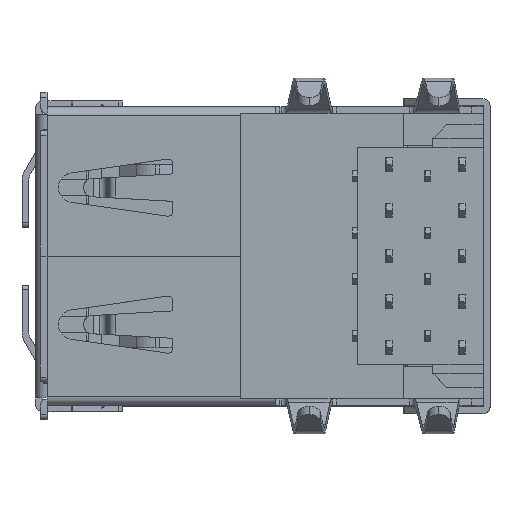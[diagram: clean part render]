
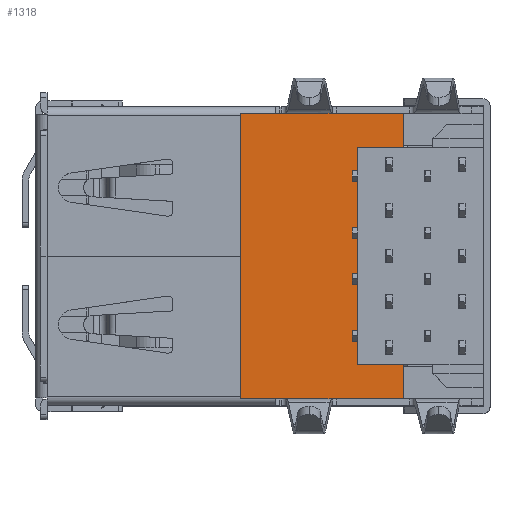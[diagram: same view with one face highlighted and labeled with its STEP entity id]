
A CAD part, top view. The second image highlights one B-rep face of the part: STEP entity #1318.
In plain terms, the highlighted planar face has unit normal (0, 0, 1).
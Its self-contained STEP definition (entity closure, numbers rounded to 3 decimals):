
#1318=ADVANCED_FACE('',(#3504),#3505,.F.);
#3504=FACE_OUTER_BOUND('',#7687,.T.);
#3505=PLANE('',#7688);
#7687=EDGE_LOOP('',(#13328,#13329,#13330,#13331,#13332,#13333,#13334,#13335,#13336,#13337,#13338,#13339,#13340,#13341,#13342,#13343,#13344,#13345,#13346,#13347,#13348,#13349,#13350,#13351));
#7688=AXIS2_PLACEMENT_3D('',#13352,#13353,#13354);
#13328=ORIENTED_EDGE('',*,*,#30206,.T.);
#13329=ORIENTED_EDGE('',*,*,#30207,.F.);
#13330=ORIENTED_EDGE('',*,*,#30208,.F.);
#13331=ORIENTED_EDGE('',*,*,#30209,.T.);
#13332=ORIENTED_EDGE('',*,*,#30210,.T.);
#13333=ORIENTED_EDGE('',*,*,#30211,.F.);
#13334=ORIENTED_EDGE('',*,*,#30212,.F.);
#13335=ORIENTED_EDGE('',*,*,#30213,.T.);
#13336=ORIENTED_EDGE('',*,*,#30214,.T.);
#13337=ORIENTED_EDGE('',*,*,#30215,.F.);
#13338=ORIENTED_EDGE('',*,*,#30216,.F.);
#13339=ORIENTED_EDGE('',*,*,#30217,.T.);
#13340=ORIENTED_EDGE('',*,*,#30218,.F.);
#13341=ORIENTED_EDGE('',*,*,#30219,.F.);
#13342=ORIENTED_EDGE('',*,*,#30220,.F.);
#13343=ORIENTED_EDGE('',*,*,#30221,.T.);
#13344=ORIENTED_EDGE('',*,*,#30222,.T.);
#13345=ORIENTED_EDGE('',*,*,#30223,.F.);
#13346=ORIENTED_EDGE('',*,*,#30224,.F.);
#13347=ORIENTED_EDGE('',*,*,#30225,.T.);
#13348=ORIENTED_EDGE('',*,*,#30226,.T.);
#13349=ORIENTED_EDGE('',*,*,#30227,.F.);
#13350=ORIENTED_EDGE('',*,*,#30228,.F.);
#13351=ORIENTED_EDGE('',*,*,#30229,.T.);
#13352=CARTESIAN_POINT('',(-1.75,-6.25,8.2));
#13353=DIRECTION('',(0.,0.0,-1.0));
#13354=DIRECTION('',(0.0,-1.0,0.0));
#30206=EDGE_CURVE('',#36292,#36293,#36294,.T.);
#30207=EDGE_CURVE('',#36295,#36293,#36296,.T.);
#30208=EDGE_CURVE('',#36297,#36295,#36298,.T.);
#30209=EDGE_CURVE('',#36297,#36299,#36300,.T.);
#30210=EDGE_CURVE('',#36299,#36301,#36302,.T.);
#30211=EDGE_CURVE('',#36303,#36301,#36304,.T.);
#30212=EDGE_CURVE('',#36305,#36303,#36306,.T.);
#30213=EDGE_CURVE('',#36305,#36307,#36308,.T.);
#30214=EDGE_CURVE('',#36307,#36309,#36310,.T.);
#30215=EDGE_CURVE('',#36311,#36309,#36312,.T.);
#30216=EDGE_CURVE('',#36313,#36311,#36314,.T.);
#30217=EDGE_CURVE('',#36313,#36315,#36316,.T.);
#30218=EDGE_CURVE('',#36317,#36315,#36318,.T.);
#30219=EDGE_CURVE('',#36319,#36317,#36320,.T.);
#30220=EDGE_CURVE('',#36321,#36319,#36322,.T.);
#30221=EDGE_CURVE('',#36321,#36323,#36324,.T.);
#30222=EDGE_CURVE('',#36323,#36325,#36326,.T.);
#30223=EDGE_CURVE('',#36327,#36325,#36328,.T.);
#30224=EDGE_CURVE('',#36329,#36327,#36330,.T.);
#30225=EDGE_CURVE('',#36329,#36331,#36332,.T.);
#30226=EDGE_CURVE('',#36331,#36333,#36334,.T.);
#30227=EDGE_CURVE('',#36335,#36333,#36336,.T.);
#30228=EDGE_CURVE('',#36337,#36335,#36338,.T.);
#30229=EDGE_CURVE('',#36337,#36292,#36339,.T.);
#36292=VERTEX_POINT('',#46328);
#36293=VERTEX_POINT('',#46329);
#36294=LINE('',#46330,#46331);
#36295=VERTEX_POINT('',#46332);
#36296=LINE('',#46333,#46334);
#36297=VERTEX_POINT('',#46335);
#36298=LINE('',#46336,#46337);
#36299=VERTEX_POINT('',#46338);
#36300=LINE('',#46339,#46340);
#36301=VERTEX_POINT('',#46341);
#36302=LINE('',#46342,#46343);
#36303=VERTEX_POINT('',#46344);
#36304=LINE('',#46345,#46346);
#36305=VERTEX_POINT('',#46347);
#36306=LINE('',#46348,#46349);
#36307=VERTEX_POINT('',#46350);
#36308=LINE('',#46351,#46352);
#36309=VERTEX_POINT('',#46353);
#36310=LINE('',#46354,#46355);
#36311=VERTEX_POINT('',#46356);
#36312=LINE('',#46357,#46358);
#36313=VERTEX_POINT('',#46359);
#36314=LINE('',#46360,#46361);
#36315=VERTEX_POINT('',#46362);
#36316=LINE('',#46363,#46364);
#36317=VERTEX_POINT('',#46365);
#36318=LINE('',#46366,#46367);
#36319=VERTEX_POINT('',#46368);
#36320=LINE('',#46369,#46370);
#36321=VERTEX_POINT('',#46371);
#36322=LINE('',#46372,#46373);
#36323=VERTEX_POINT('',#46374);
#36324=LINE('',#46375,#46376);
#36325=VERTEX_POINT('',#46377);
#36326=LINE('',#46378,#46379);
#36327=VERTEX_POINT('',#46380);
#36328=LINE('',#46381,#46382);
#36329=VERTEX_POINT('',#46383);
#36330=LINE('',#46384,#46385);
#36331=VERTEX_POINT('',#46386);
#36332=LINE('',#46387,#46388);
#36333=VERTEX_POINT('',#46389);
#36334=LINE('',#46390,#46391);
#36335=VERTEX_POINT('',#46392);
#36336=LINE('',#46393,#46394);
#36337=VERTEX_POINT('',#46395);
#36338=LINE('',#46396,#46397);
#36339=LINE('',#46398,#46399);
#46328=CARTESIAN_POINT('',(-3.99,1.25,8.2));
#46329=CARTESIAN_POINT('',(-3.74,1.25,8.2));
#46330=CARTESIAN_POINT('',(-3.99,1.25,8.2));
#46331=VECTOR('',#59968,1000.0);
#46332=CARTESIAN_POINT('',(-3.74,3.25,8.2));
#46333=CARTESIAN_POINT('',(-3.74,4.75,8.2));
#46334=VECTOR('',#59969,1000.0);
#46335=CARTESIAN_POINT('',(-3.99,3.25,8.2));
#46336=CARTESIAN_POINT('',(-3.99,3.25,8.2));
#46337=VECTOR('',#59970,1000.0);
#46338=CARTESIAN_POINT('',(-3.99,3.75,8.2));
#46339=CARTESIAN_POINT('',(-3.99,3.25,8.2));
#46340=VECTOR('',#59971,1000.0);
#46341=CARTESIAN_POINT('',(-3.74,3.75,8.2));
#46342=CARTESIAN_POINT('',(-3.99,3.75,8.2));
#46343=VECTOR('',#59972,1000.0);
#46344=CARTESIAN_POINT('',(-3.74,4.75,8.2));
#46345=CARTESIAN_POINT('',(-3.74,4.75,8.2));
#46346=VECTOR('',#59973,1000.0);
#46347=CARTESIAN_POINT('',(-1.75,4.75,8.2));
#46348=CARTESIAN_POINT('',(-3.74,4.75,8.2));
#46349=VECTOR('',#59974,1000.0);
#46350=CARTESIAN_POINT('',(-1.75,6.25,8.2));
#46351=CARTESIAN_POINT('',(-1.75,-6.25,8.2));
#46352=VECTOR('',#59975,1000.0);
#46353=CARTESIAN_POINT('',(-8.87,6.25,8.2));
#46354=CARTESIAN_POINT('',(-1.75,6.25,8.2));
#46355=VECTOR('',#59976,1000.0);
#46356=CARTESIAN_POINT('',(-8.87,-6.25,8.2));
#46357=CARTESIAN_POINT('',(-8.87,-6.25,8.2));
#46358=VECTOR('',#59977,1000.0);
#46359=CARTESIAN_POINT('',(-1.75,-6.25,8.2));
#46360=CARTESIAN_POINT('',(-1.75,-6.25,8.2));
#46361=VECTOR('',#59978,1000.0);
#46362=CARTESIAN_POINT('',(-1.75,-4.75,8.2));
#46363=CARTESIAN_POINT('',(-1.75,-6.25,8.2));
#46364=VECTOR('',#59979,1000.0);
#46365=CARTESIAN_POINT('',(-3.74,-4.75,8.2));
#46366=CARTESIAN_POINT('',(-3.74,-4.75,8.2));
#46367=VECTOR('',#59980,1000.0);
#46368=CARTESIAN_POINT('',(-3.74,-3.75,8.2));
#46369=CARTESIAN_POINT('',(-3.74,4.75,8.2));
#46370=VECTOR('',#59981,1000.0);
#46371=CARTESIAN_POINT('',(-3.99,-3.75,8.2));
#46372=CARTESIAN_POINT('',(-3.99,-3.75,8.2));
#46373=VECTOR('',#59982,1000.0);
#46374=CARTESIAN_POINT('',(-3.99,-3.25,8.2));
#46375=CARTESIAN_POINT('',(-3.99,-3.75,8.2));
#46376=VECTOR('',#59983,1000.0);
#46377=CARTESIAN_POINT('',(-3.74,-3.25,8.2));
#46378=CARTESIAN_POINT('',(-3.99,-3.25,8.2));
#46379=VECTOR('',#59984,1000.0);
#46380=CARTESIAN_POINT('',(-3.74,-1.25,8.2));
#46381=CARTESIAN_POINT('',(-3.74,4.75,8.2));
#46382=VECTOR('',#59985,1000.0);
#46383=CARTESIAN_POINT('',(-3.99,-1.25,8.2));
#46384=CARTESIAN_POINT('',(-3.99,-1.25,8.2));
#46385=VECTOR('',#59986,1000.0);
#46386=CARTESIAN_POINT('',(-3.99,-0.75,8.2));
#46387=CARTESIAN_POINT('',(-3.99,-1.25,8.2));
#46388=VECTOR('',#59987,1000.0);
#46389=CARTESIAN_POINT('',(-3.74,-0.75,8.2));
#46390=CARTESIAN_POINT('',(-3.99,-0.75,8.2));
#46391=VECTOR('',#59988,1000.0);
#46392=CARTESIAN_POINT('',(-3.74,0.75,8.2));
#46393=CARTESIAN_POINT('',(-3.74,4.75,8.2));
#46394=VECTOR('',#59989,1000.0);
#46395=CARTESIAN_POINT('',(-3.99,0.75,8.2));
#46396=CARTESIAN_POINT('',(-3.99,0.75,8.2));
#46397=VECTOR('',#59990,1000.0);
#46398=CARTESIAN_POINT('',(-3.99,0.75,8.2));
#46399=VECTOR('',#59991,1000.0);
#59968=DIRECTION('',(1.0,0.,0.0));
#59969=DIRECTION('',(0.,-1.0,0.0));
#59970=DIRECTION('',(1.0,0.,0.0));
#59971=DIRECTION('',(0.,1.0,0.0));
#59972=DIRECTION('',(1.0,0.,0.0));
#59973=DIRECTION('',(0.,-1.0,0.0));
#59974=DIRECTION('',(-1.0,0.,0.0));
#59975=DIRECTION('',(0.0,1.0,0.0));
#59976=DIRECTION('',(-1.0,0.0,0.));
#59977=DIRECTION('',(0.0,1.0,0.0));
#59978=DIRECTION('',(-1.0,0.0,0.));
#59979=DIRECTION('',(0.0,1.0,0.0));
#59980=DIRECTION('',(1.0,0.0,0.0));
#59981=DIRECTION('',(0.,-1.0,0.0));
#59982=DIRECTION('',(1.0,0.,0.0));
#59983=DIRECTION('',(0.,1.0,0.0));
#59984=DIRECTION('',(1.0,0.,0.0));
#59985=DIRECTION('',(0.,-1.0,0.0));
#59986=DIRECTION('',(1.0,0.,0.0));
#59987=DIRECTION('',(0.,1.0,0.0));
#59988=DIRECTION('',(1.0,0.,0.0));
#59989=DIRECTION('',(0.,-1.0,0.0));
#59990=DIRECTION('',(1.0,0.,0.0));
#59991=DIRECTION('',(0.,1.0,0.0));
